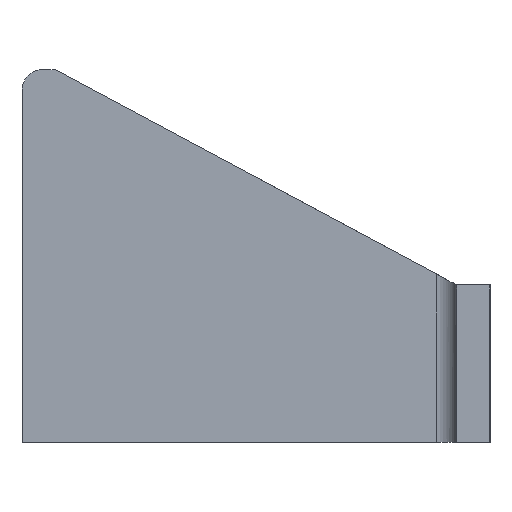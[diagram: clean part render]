
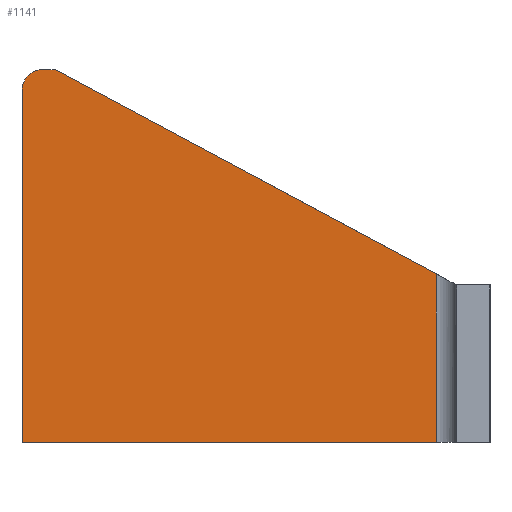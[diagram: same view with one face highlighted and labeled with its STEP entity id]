
A CAD part, left-side view. The second image highlights one B-rep face of the part: STEP entity #1141.
In plain terms, the highlighted planar face has unit normal (-1, 0, 0).
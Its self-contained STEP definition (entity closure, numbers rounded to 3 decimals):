
#102=DIRECTION('',(0.,0.,-1.));
#103=VECTOR('',#102,40.68);
#104=CARTESIAN_POINT('',(-35.,13.,21.68));
#105=LINE('',#104,#103);
#106=DIRECTION('',(0.,1.,0.));
#107=VECTOR('',#106,100.);
#108=CARTESIAN_POINT('',(-35.,13.,-19.));
#109=LINE('',#108,#107);
#110=DIRECTION('',(0.,0.,1.));
#111=VECTOR('',#110,85.);
#112=CARTESIAN_POINT('',(-35.,113.,-19.));
#113=LINE('',#112,#111);
#114=CARTESIAN_POINT('',(-35.,108.,66.));
#115=DIRECTION('',(-1.,0.,0.));
#116=DIRECTION('',(0.,0.,1.));
#117=AXIS2_PLACEMENT_3D('',#114,#115,#116);
#119=DIRECTION('',(0.,-1.,0.));
#120=VECTOR('',#119,3.);
#121=CARTESIAN_POINT('',(-35.,108.,71.));
#122=LINE('',#121,#120);
#123=DIRECTION('',(0.,0.881,0.472));
#124=VECTOR('',#123,104.386);
#125=CARTESIAN_POINT('',(-35.,13.,21.68));
#126=LINE('',#125,#124);
#807=CARTESIAN_POINT('',(-35.,113.,-19.));
#809=VERTEX_POINT('',#807);
#939=CARTESIAN_POINT('',(-35.,13.,21.68));
#940=CARTESIAN_POINT('',(-35.,13.,-19.));
#941=VERTEX_POINT('',#939);
#942=VERTEX_POINT('',#940);
#955=CARTESIAN_POINT('',(-35.,105.,71.));
#956=VERTEX_POINT('',#955);
#959=CARTESIAN_POINT('',(-35.,108.,71.));
#960=CARTESIAN_POINT('',(-35.,113.,66.));
#961=VERTEX_POINT('',#959);
#962=VERTEX_POINT('',#960);
#1124=CARTESIAN_POINT('',(-35.,0.,0.));
#1125=DIRECTION('',(1.,0.,0.));
#1126=DIRECTION('',(0.,1.,0.));
#1127=AXIS2_PLACEMENT_3D('',#1124,#1125,#1126);
#1128=PLANE('',#1127);
#1130=ORIENTED_EDGE('',*,*,#1129,.T.);
#1132=ORIENTED_EDGE('',*,*,#1131,.T.);
#1134=ORIENTED_EDGE('',*,*,#1133,.T.);
#1136=ORIENTED_EDGE('',*,*,#1135,.F.);
#1137=ORIENTED_EDGE('',*,*,#1111,.T.);
#1138=ORIENTED_EDGE('',*,*,#1100,.F.);
#1139=EDGE_LOOP('',(#1130,#1132,#1134,#1136,#1137,#1138));
#1140=FACE_OUTER_BOUND('',#1139,.F.);
#1141=ADVANCED_FACE('',(#1140),#1128,.F.);
#118=CIRCLE('',#117,5.);
#1100=EDGE_CURVE('',#941,#956,#126,.T.);
#1111=EDGE_CURVE('',#961,#956,#122,.T.);
#1129=EDGE_CURVE('',#941,#942,#105,.T.);
#1131=EDGE_CURVE('',#942,#809,#109,.T.);
#1133=EDGE_CURVE('',#809,#962,#113,.T.);
#1135=EDGE_CURVE('',#961,#962,#118,.T.);
